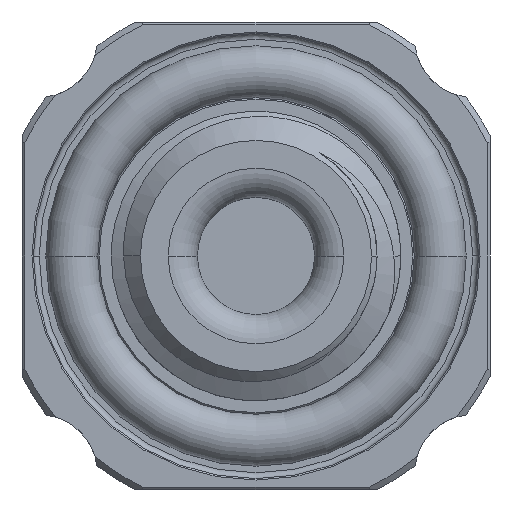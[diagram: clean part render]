
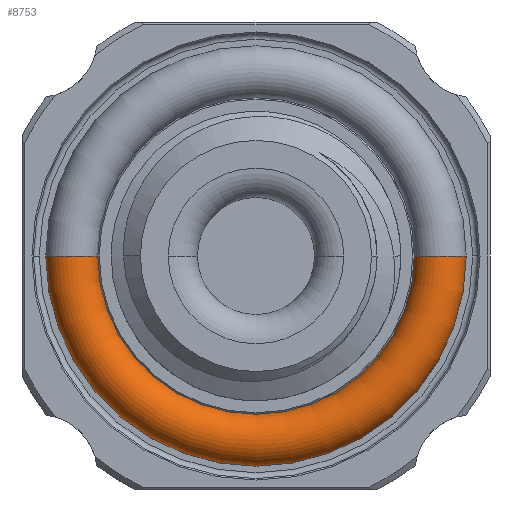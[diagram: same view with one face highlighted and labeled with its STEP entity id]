
A CAD part, front view. The second image highlights one B-rep face of the part: STEP entity #8753.
In plain terms, the highlighted toroidal (fillet/blend) face has major radius 6.299 mm and minor radius 0.889 mm.
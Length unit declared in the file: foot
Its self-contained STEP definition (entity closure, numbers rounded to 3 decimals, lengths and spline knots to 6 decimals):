
#60 = CIRCLE ( 'NONE', #3486, 0.023583 ) ;
#268 = FACE_OUTER_BOUND ( 'NONE', #1939, .T. ) ;
#625 = DIRECTION ( 'NONE',  ( 0., 1., 0. ) ) ;
#1315 = ORIENTED_EDGE ( 'NONE', *, *, #1851, .F. ) ;
#1521 = DIRECTION ( 'NONE',  ( 0., -1., 0. ) ) ;
#1794 = CIRCLE ( 'NONE', #5804, 0.002917 ) ;
#1851 = EDGE_CURVE ( 'NONE', #8502, #5471, #3221, .T. ) ;
#1939 = EDGE_LOOP ( 'NONE', ( #7668, #3693, #6558, #1315 ) ) ;
#2028 = EDGE_CURVE ( 'NONE', #6377, #6856, #60, .T. ) ;
#2173 = EDGE_CURVE ( 'NONE', #6377, #8502, #1794, .T. ) ;
#2371 = DIRECTION ( 'NONE',  ( 1., 0., 0. ) ) ;
#3078 = AXIS2_PLACEMENT_3D ( 'NONE', #8097, #5517, #625 ) ;
#3221 = CIRCLE ( 'NONE', #6644, 0.01775 ) ;
#3263 = CARTESIAN_POINT ( 'NONE',  ( -0.01775, 0.066801, 0. ) ) ;
#3401 = TOROIDAL_SURFACE ( 'NONE', #7669, 0.020667, 0.002917 ) ;
#3486 = AXIS2_PLACEMENT_3D ( 'NONE', #4314, #4975, #3615 ) ;
#3506 = DIRECTION ( 'NONE',  ( 0., 0., -1. ) ) ;
#3567 = CARTESIAN_POINT ( 'NONE',  ( -0.023583, 0.066801, 0. ) ) ;
#3615 = DIRECTION ( 'NONE',  ( 0., 0., -1. ) ) ;
#3693 = ORIENTED_EDGE ( 'NONE', *, *, #2028, .T. ) ;
#3881 = CARTESIAN_POINT ( 'NONE',  ( 0.01775, 0.066801, 0. ) ) ;
#4314 = CARTESIAN_POINT ( 'NONE',  ( 0., 0.066801, 0. ) ) ;
#4348 = CARTESIAN_POINT ( 'NONE',  ( -0.020667, 0.066801, 0. ) ) ;
#4975 = DIRECTION ( 'NONE',  ( 0., -1., 0. ) ) ;
#5152 = DIRECTION ( 'NONE',  ( 0., 0., 1. ) ) ;
#5471 = VERTEX_POINT ( 'NONE', #3881 ) ;
#5517 = DIRECTION ( 'NONE',  ( 0., 0., -1. ) ) ;
#5768 = CARTESIAN_POINT ( 'NONE',  ( 0.023583, 0.066801, 0. ) ) ;
#5804 = AXIS2_PLACEMENT_3D ( 'NONE', #4348, #5152, #7077 ) ;
#6256 = DIRECTION ( 'NONE',  ( 0., -1., 0. ) ) ;
#6377 = VERTEX_POINT ( 'NONE', #3567 ) ;
#6558 = ORIENTED_EDGE ( 'NONE', *, *, #7431, .T. ) ;
#6644 = AXIS2_PLACEMENT_3D ( 'NONE', #6971, #6256, #3506 ) ;
#6856 = VERTEX_POINT ( 'NONE', #5768 ) ;
#6971 = CARTESIAN_POINT ( 'NONE',  ( 0., 0.066801, 0. ) ) ;
#7077 = DIRECTION ( 'NONE',  ( 1., 0., 0. ) ) ;
#7431 = EDGE_CURVE ( 'NONE', #6856, #5471, #7641, .T. ) ;
#7641 = CIRCLE ( 'NONE', #3078, 0.002917 ) ;
#7668 = ORIENTED_EDGE ( 'NONE', *, *, #2173, .F. ) ;
#7669 = AXIS2_PLACEMENT_3D ( 'NONE', #8509, #1521, #2371 ) ;
#8097 = CARTESIAN_POINT ( 'NONE',  ( 0.020667, 0.066801, 0. ) ) ;
#8502 = VERTEX_POINT ( 'NONE', #3263 ) ;
#8509 = CARTESIAN_POINT ( 'NONE',  ( 0., 0.066801, 0. ) ) ;
#8753 = ADVANCED_FACE ( 'NONE', ( #268 ), #3401, .T. ) ;
